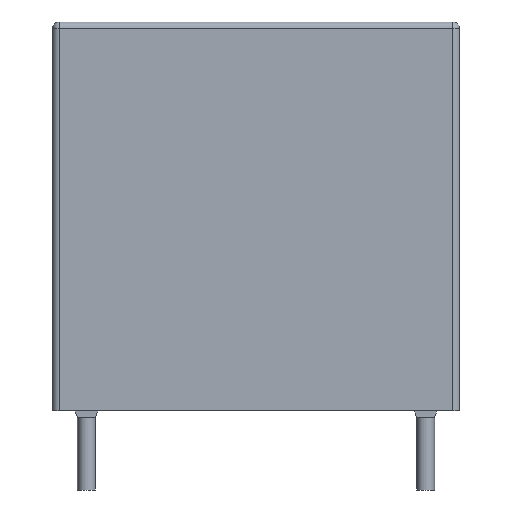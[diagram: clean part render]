
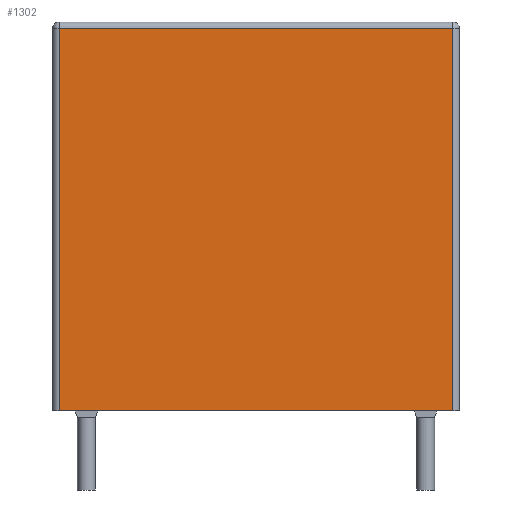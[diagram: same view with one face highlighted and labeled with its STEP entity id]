
A CAD part, front view. The second image highlights one B-rep face of the part: STEP entity #1302.
In plain terms, the highlighted planar face has unit normal (0, -1, 0).
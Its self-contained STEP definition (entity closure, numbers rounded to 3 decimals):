
#868=CARTESIAN_POINT('',(8.7,-4.5,17.2));
#869=VERTEX_POINT('',#868);
#903=CARTESIAN_POINT('',(-8.7,-4.5,17.2));
#904=VERTEX_POINT('',#903);
#1140=CARTESIAN_POINT('',(-8.7,-4.5,0.3));
#1141=VERTEX_POINT('',#1140);
#1149=CARTESIAN_POINT('',(-8.7,-4.5,0.3));
#1150=DIRECTION('',(0.0,0.0,1.0));
#1151=VECTOR('',#1150,16.9);
#1152=LINE('',#1149,#1151);
#1153=EDGE_CURVE('',#1141,#904,#1152,.T.);
#1178=CARTESIAN_POINT('',(-8.7,-4.5,17.2));
#1179=DIRECTION('',(1.0,0.0,0.0));
#1180=VECTOR('',#1179,17.4);
#1181=LINE('',#1178,#1180);
#1182=EDGE_CURVE('',#904,#869,#1181,.T.);
#1192=CARTESIAN_POINT('',(8.7,-4.5,0.3));
#1193=VERTEX_POINT('',#1192);
#1210=CARTESIAN_POINT('',(8.7,-4.5,17.2));
#1211=DIRECTION('',(0.0,0.0,-1.0));
#1212=VECTOR('',#1211,16.9);
#1213=LINE('',#1210,#1212);
#1214=EDGE_CURVE('',#869,#1193,#1213,.T.);
#1275=CARTESIAN_POINT('',(8.7,-4.5,0.3));
#1276=DIRECTION('',(-1.0,0.0,0.0));
#1277=VECTOR('',#1276,17.4);
#1278=LINE('',#1275,#1277);
#1279=EDGE_CURVE('',#1193,#1141,#1278,.T.);
#1291=CARTESIAN_POINT('',(0.0,-4.5,8.75));
#1292=DIRECTION('',(0.0,1.0,0.0));
#1293=DIRECTION('',(0.0,0.0,1.0));
#1294=AXIS2_PLACEMENT_3D('',#1291,#1292,#1293);
#1295=PLANE('',#1294);
#1296=ORIENTED_EDGE('',*,*,#1153,.F.);
#1297=ORIENTED_EDGE('',*,*,#1279,.F.);
#1298=ORIENTED_EDGE('',*,*,#1214,.F.);
#1299=ORIENTED_EDGE('',*,*,#1182,.F.);
#1300=EDGE_LOOP('',(#1296,#1297,#1298,#1299));
#1301=FACE_OUTER_BOUND('',#1300,.T.);
#1302=ADVANCED_FACE('',(#1301),#1295,.F.);
